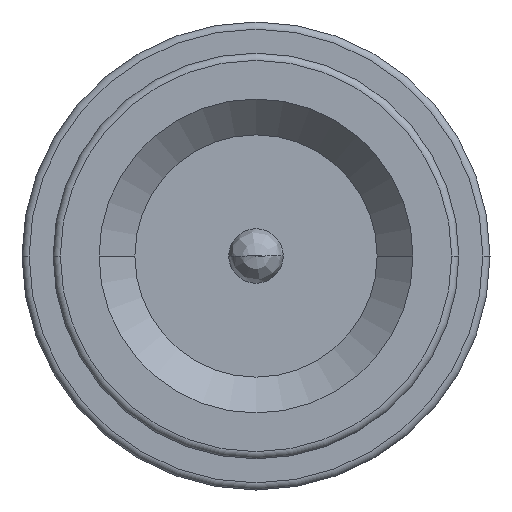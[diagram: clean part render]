
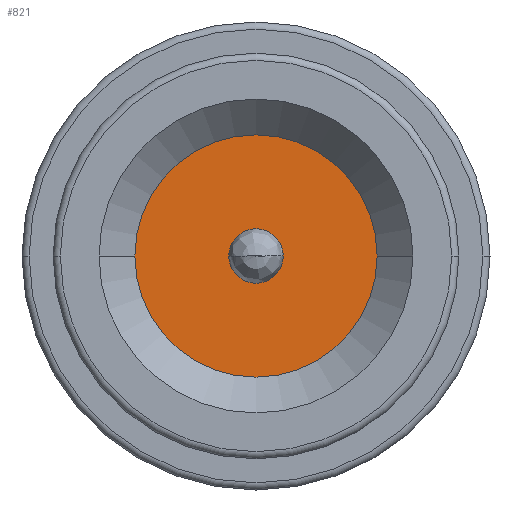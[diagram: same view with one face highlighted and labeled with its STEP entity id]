
A CAD part, left-side view. The second image highlights one B-rep face of the part: STEP entity #821.
In plain terms, the highlighted planar face has unit normal (-1, 0, 0).
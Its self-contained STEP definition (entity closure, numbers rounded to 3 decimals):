
#1=CARTESIAN_POINT('',(-2.994,0.,0.));
#2=DIRECTION('',(-1.,0.,0.));
#3=DIRECTION('',(0.,1.,0.));
#4=AXIS2_PLACEMENT_3D('',#1,#2,#3);
#14=CARTESIAN_POINT('',(-2.994,0.,0.));
#15=DIRECTION('',(1.,0.,0.));
#16=DIRECTION('',(0.,1.,0.));
#17=AXIS2_PLACEMENT_3D('',#14,#15,#16);
#255=CARTESIAN_POINT('',(-2.994,0.,0.));
#256=DIRECTION('',(-1.,0.,0.));
#257=DIRECTION('',(0.,1.,0.));
#258=AXIS2_PLACEMENT_3D('',#255,#256,#257);
#260=CARTESIAN_POINT('',(-2.994,0.,0.));
#261=DIRECTION('',(1.,0.,0.));
#262=DIRECTION('',(0.,1.,0.));
#263=AXIS2_PLACEMENT_3D('',#260,#261,#262);
#369=CARTESIAN_POINT('',(-2.994,0.845,0.));
#371=VERTEX_POINT('',#369);
#373=CARTESIAN_POINT('',(-2.994,-0.845,0.));
#375=VERTEX_POINT('',#373);
#377=CARTESIAN_POINT('',(-2.994,0.191,0.));
#378=CARTESIAN_POINT('',(-2.994,-0.191,0.));
#379=VERTEX_POINT('',#377);
#380=VERTEX_POINT('',#378);
#806=CARTESIAN_POINT('',(-2.994,0.,0.));
#807=DIRECTION('',(-1.,0.,0.));
#808=DIRECTION('',(0.,1.,0.));
#809=AXIS2_PLACEMENT_3D('',#806,#807,#808);
#810=PLANE('',#809);
#811=ORIENTED_EDGE('',*,*,#447,.T.);
#812=ORIENTED_EDGE('',*,*,#429,.F.);
#813=EDGE_LOOP('',(#811,#812));
#814=FACE_OUTER_BOUND('',#813,.F.);
#816=ORIENTED_EDGE('',*,*,#815,.T.);
#818=ORIENTED_EDGE('',*,*,#817,.F.);
#819=EDGE_LOOP('',(#816,#818));
#820=FACE_BOUND('',#819,.F.);
#821=ADVANCED_FACE('',(#814,#820),#810,.T.);
#5=CIRCLE('',#4,0.845);
#18=CIRCLE('',#17,0.845);
#259=CIRCLE('',#258,0.191);
#264=CIRCLE('',#263,0.191);
#429=EDGE_CURVE('',#371,#375,#5,.T.);
#447=EDGE_CURVE('',#371,#375,#18,.T.);
#815=EDGE_CURVE('',#379,#380,#259,.T.);
#817=EDGE_CURVE('',#379,#380,#264,.T.);
